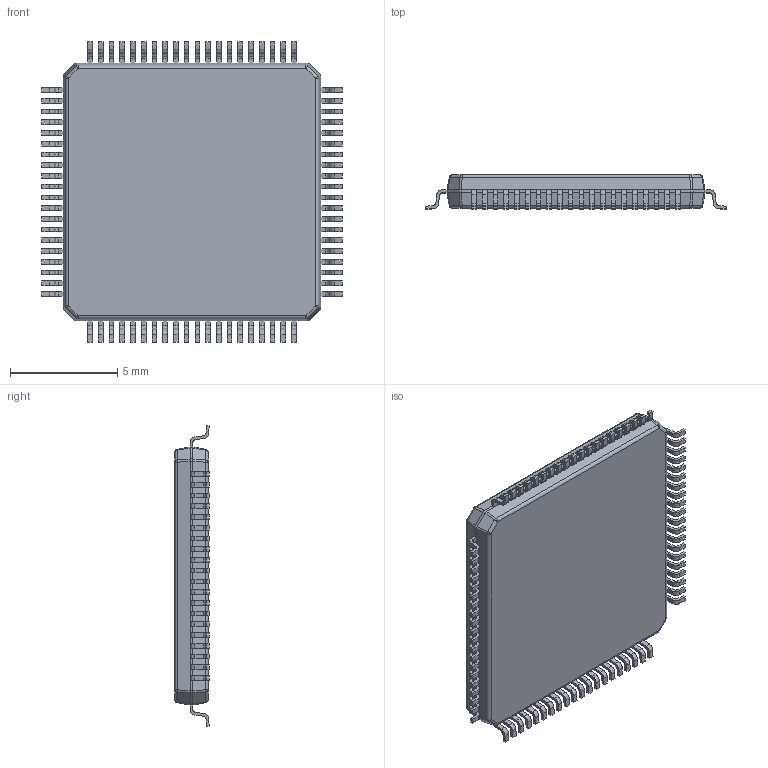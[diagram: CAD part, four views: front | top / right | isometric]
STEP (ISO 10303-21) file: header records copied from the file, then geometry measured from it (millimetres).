
FILE_DESCRIPTION (( 'STEP AP214' ), '1' );
FILE_NAME ('PN80.STEP', '2024-04-04T18:34:58', ( '' ), ( '' ), 'SwSTEP 2.0', 'SolidWorks 2021', '' );
FILE_SCHEMA (( 'AUTOMOTIVE_DESIGN' ));
Length unit declared in the file: millimetre
Products named in the file (1): PN80
Bounding box: 14 x 1.6 x 14 mm (x, y, z)
Volume: 221.2 mm3; surface area: 434.6 mm2
Topology: 82 solids, 82 shells, 1209 faces, 3084 edges, 2040 vertices
Faces by surface type: plane 829, cylinder 364, sphere 16
Entity records: 37133 total; most frequent: CARTESIAN_POINT 6478, ORIENTED_EDGE 6168, DIRECTION 6152, EDGE_CURVE 3084, VECTOR 2340, LINE 2340, VERTEX_POINT 2040, AXIS2_PLACEMENT_3D 1906
